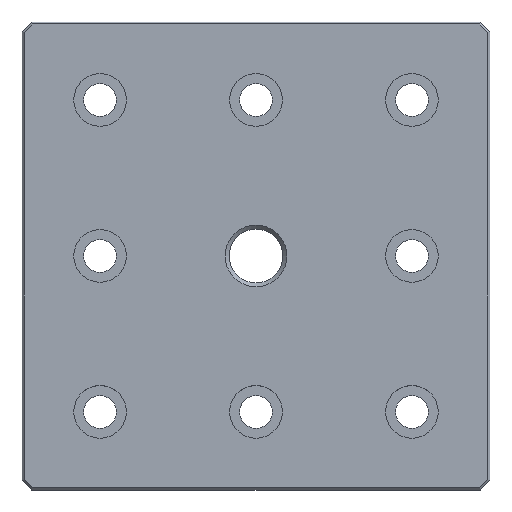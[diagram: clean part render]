
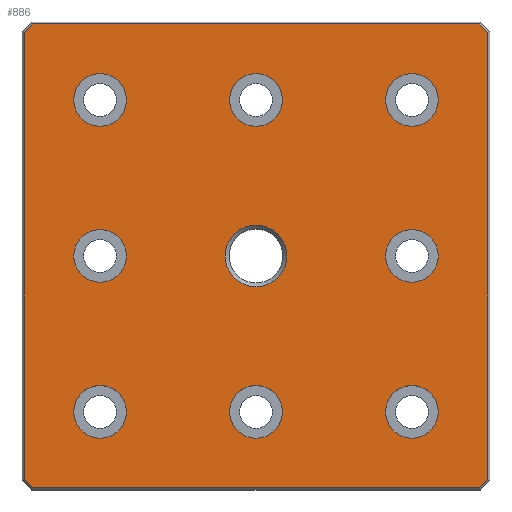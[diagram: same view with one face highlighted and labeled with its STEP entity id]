
A CAD part, top view. The second image highlights one B-rep face of the part: STEP entity #886.
In plain terms, the highlighted planar face has unit normal (0, 0, 1).
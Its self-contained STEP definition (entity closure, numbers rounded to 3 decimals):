
#32=FACE_BOUND('',#146,.T.);
#33=FACE_BOUND('',#147,.T.);
#34=FACE_BOUND('',#148,.T.);
#35=FACE_BOUND('',#149,.T.);
#36=FACE_BOUND('',#150,.T.);
#37=FACE_BOUND('',#151,.T.);
#38=FACE_BOUND('',#152,.T.);
#39=FACE_BOUND('',#153,.T.);
#40=FACE_BOUND('',#154,.T.);
#58=PLANE('',#961);
#93=FACE_OUTER_BOUND('',#145,.T.);
#145=EDGE_LOOP('',(#637,#638,#639,#640,#641,#642,#643,#644));
#146=EDGE_LOOP('',(#645,#646));
#147=EDGE_LOOP('',(#647,#648));
#148=EDGE_LOOP('',(#649,#650));
#149=EDGE_LOOP('',(#651,#652));
#150=EDGE_LOOP('',(#653,#654));
#151=EDGE_LOOP('',(#655,#656));
#152=EDGE_LOOP('',(#657,#658));
#153=EDGE_LOOP('',(#659,#660));
#154=EDGE_LOOP('',(#661));
#223=LINE('',#1357,#297);
#224=LINE('',#1359,#298);
#225=LINE('',#1361,#299);
#226=LINE('',#1363,#300);
#227=LINE('',#1365,#301);
#228=LINE('',#1367,#302);
#229=LINE('',#1369,#303);
#230=LINE('',#1370,#304);
#297=VECTOR('',#1074,10.);
#298=VECTOR('',#1075,10.);
#299=VECTOR('',#1076,10.);
#300=VECTOR('',#1077,10.);
#301=VECTOR('',#1078,10.);
#302=VECTOR('',#1079,10.);
#303=VECTOR('',#1080,10.);
#304=VECTOR('',#1081,10.);
#370=CIRCLE('',#958,7.918);
#373=CIRCLE('',#962,6.75);
#374=CIRCLE('',#963,6.75);
#375=CIRCLE('',#964,6.75);
#376=CIRCLE('',#965,6.75);
#377=CIRCLE('',#966,6.75);
#378=CIRCLE('',#967,6.75);
#379=CIRCLE('',#968,6.75);
#380=CIRCLE('',#969,6.75);
#381=CIRCLE('',#970,6.75);
#382=CIRCLE('',#971,6.75);
#383=CIRCLE('',#972,6.75);
#384=CIRCLE('',#973,6.75);
#385=CIRCLE('',#974,6.75);
#386=CIRCLE('',#975,6.75);
#387=CIRCLE('',#976,6.75);
#388=CIRCLE('',#977,6.75);
#422=VERTEX_POINT('',#1347);
#425=VERTEX_POINT('',#1355);
#426=VERTEX_POINT('',#1356);
#427=VERTEX_POINT('',#1358);
#428=VERTEX_POINT('',#1360);
#429=VERTEX_POINT('',#1362);
#430=VERTEX_POINT('',#1364);
#431=VERTEX_POINT('',#1366);
#432=VERTEX_POINT('',#1368);
#433=VERTEX_POINT('',#1371);
#434=VERTEX_POINT('',#1372);
#435=VERTEX_POINT('',#1375);
#436=VERTEX_POINT('',#1376);
#437=VERTEX_POINT('',#1379);
#438=VERTEX_POINT('',#1380);
#439=VERTEX_POINT('',#1383);
#440=VERTEX_POINT('',#1384);
#441=VERTEX_POINT('',#1387);
#442=VERTEX_POINT('',#1388);
#443=VERTEX_POINT('',#1391);
#444=VERTEX_POINT('',#1392);
#445=VERTEX_POINT('',#1395);
#446=VERTEX_POINT('',#1396);
#447=VERTEX_POINT('',#1399);
#448=VERTEX_POINT('',#1400);
#506=EDGE_CURVE('',#422,#422,#370,.T.);
#510=EDGE_CURVE('',#425,#426,#223,.T.);
#511=EDGE_CURVE('',#427,#425,#224,.T.);
#512=EDGE_CURVE('',#428,#427,#225,.T.);
#513=EDGE_CURVE('',#429,#428,#226,.T.);
#514=EDGE_CURVE('',#430,#429,#227,.T.);
#515=EDGE_CURVE('',#431,#430,#228,.T.);
#516=EDGE_CURVE('',#432,#431,#229,.T.);
#517=EDGE_CURVE('',#426,#432,#230,.T.);
#518=EDGE_CURVE('',#433,#434,#373,.T.);
#519=EDGE_CURVE('',#434,#433,#374,.T.);
#520=EDGE_CURVE('',#435,#436,#375,.T.);
#521=EDGE_CURVE('',#436,#435,#376,.T.);
#522=EDGE_CURVE('',#437,#438,#377,.T.);
#523=EDGE_CURVE('',#438,#437,#378,.T.);
#524=EDGE_CURVE('',#439,#440,#379,.T.);
#525=EDGE_CURVE('',#440,#439,#380,.T.);
#526=EDGE_CURVE('',#441,#442,#381,.T.);
#527=EDGE_CURVE('',#442,#441,#382,.T.);
#528=EDGE_CURVE('',#443,#444,#383,.T.);
#529=EDGE_CURVE('',#444,#443,#384,.T.);
#530=EDGE_CURVE('',#445,#446,#385,.T.);
#531=EDGE_CURVE('',#446,#445,#386,.T.);
#532=EDGE_CURVE('',#447,#448,#387,.T.);
#533=EDGE_CURVE('',#448,#447,#388,.T.);
#637=ORIENTED_EDGE('',*,*,#510,.F.);
#638=ORIENTED_EDGE('',*,*,#511,.F.);
#639=ORIENTED_EDGE('',*,*,#512,.F.);
#640=ORIENTED_EDGE('',*,*,#513,.F.);
#641=ORIENTED_EDGE('',*,*,#514,.F.);
#642=ORIENTED_EDGE('',*,*,#515,.F.);
#643=ORIENTED_EDGE('',*,*,#516,.F.);
#644=ORIENTED_EDGE('',*,*,#517,.F.);
#645=ORIENTED_EDGE('',*,*,#518,.T.);
#646=ORIENTED_EDGE('',*,*,#519,.T.);
#647=ORIENTED_EDGE('',*,*,#520,.T.);
#648=ORIENTED_EDGE('',*,*,#521,.T.);
#649=ORIENTED_EDGE('',*,*,#522,.T.);
#650=ORIENTED_EDGE('',*,*,#523,.T.);
#651=ORIENTED_EDGE('',*,*,#524,.T.);
#652=ORIENTED_EDGE('',*,*,#525,.T.);
#653=ORIENTED_EDGE('',*,*,#526,.T.);
#654=ORIENTED_EDGE('',*,*,#527,.T.);
#655=ORIENTED_EDGE('',*,*,#528,.T.);
#656=ORIENTED_EDGE('',*,*,#529,.T.);
#657=ORIENTED_EDGE('',*,*,#530,.T.);
#658=ORIENTED_EDGE('',*,*,#531,.T.);
#659=ORIENTED_EDGE('',*,*,#532,.T.);
#660=ORIENTED_EDGE('',*,*,#533,.T.);
#661=ORIENTED_EDGE('',*,*,#506,.F.);
#886=ADVANCED_FACE('',(#93,#32,#33,#34,#35,#36,#37,#38,#39,#40),#58,.T.);
#958=AXIS2_PLACEMENT_3D('',#1348,#1065,#1066);
#961=AXIS2_PLACEMENT_3D('',#1354,#1072,#1073);
#962=AXIS2_PLACEMENT_3D('',#1373,#1082,#1083);
#963=AXIS2_PLACEMENT_3D('',#1374,#1084,#1085);
#964=AXIS2_PLACEMENT_3D('',#1377,#1086,#1087);
#965=AXIS2_PLACEMENT_3D('',#1378,#1088,#1089);
#966=AXIS2_PLACEMENT_3D('',#1381,#1090,#1091);
#967=AXIS2_PLACEMENT_3D('',#1382,#1092,#1093);
#968=AXIS2_PLACEMENT_3D('',#1385,#1094,#1095);
#969=AXIS2_PLACEMENT_3D('',#1386,#1096,#1097);
#970=AXIS2_PLACEMENT_3D('',#1389,#1098,#1099);
#971=AXIS2_PLACEMENT_3D('',#1390,#1100,#1101);
#972=AXIS2_PLACEMENT_3D('',#1393,#1102,#1103);
#973=AXIS2_PLACEMENT_3D('',#1394,#1104,#1105);
#974=AXIS2_PLACEMENT_3D('',#1397,#1106,#1107);
#975=AXIS2_PLACEMENT_3D('',#1398,#1108,#1109);
#976=AXIS2_PLACEMENT_3D('',#1401,#1110,#1111);
#977=AXIS2_PLACEMENT_3D('',#1402,#1112,#1113);
#1065=DIRECTION('center_axis',(0.,0.,1.));
#1066=DIRECTION('ref_axis',(-1.,0.,0.));
#1072=DIRECTION('center_axis',(0.,0.,1.));
#1073=DIRECTION('ref_axis',(1.,0.,0.));
#1074=DIRECTION('',(0.,1.,0.));
#1075=DIRECTION('',(-0.707,0.707,0.));
#1076=DIRECTION('',(-1.,0.,0.));
#1077=DIRECTION('',(-0.707,-0.707,0.));
#1078=DIRECTION('',(0.,-1.,0.));
#1079=DIRECTION('',(0.707,-0.707,0.));
#1080=DIRECTION('',(1.,0.,0.));
#1081=DIRECTION('',(0.707,0.707,0.));
#1082=DIRECTION('center_axis',(0.,0.,-1.));
#1083=DIRECTION('ref_axis',(1.,0.,0.));
#1084=DIRECTION('center_axis',(0.,0.,-1.));
#1085=DIRECTION('ref_axis',(1.,0.,0.));
#1086=DIRECTION('center_axis',(0.,0.,-1.));
#1087=DIRECTION('ref_axis',(1.,0.,0.));
#1088=DIRECTION('center_axis',(0.,0.,-1.));
#1089=DIRECTION('ref_axis',(1.,0.,0.));
#1090=DIRECTION('center_axis',(0.,0.,-1.));
#1091=DIRECTION('ref_axis',(1.,0.,0.));
#1092=DIRECTION('center_axis',(0.,0.,-1.));
#1093=DIRECTION('ref_axis',(1.,0.,0.));
#1094=DIRECTION('center_axis',(0.,0.,-1.));
#1095=DIRECTION('ref_axis',(1.,0.,0.));
#1096=DIRECTION('center_axis',(0.,0.,-1.));
#1097=DIRECTION('ref_axis',(1.,0.,0.));
#1098=DIRECTION('center_axis',(0.,0.,-1.));
#1099=DIRECTION('ref_axis',(0.,1.,0.));
#1100=DIRECTION('center_axis',(0.,0.,-1.));
#1101=DIRECTION('ref_axis',(0.,1.,0.));
#1102=DIRECTION('center_axis',(0.,0.,-1.));
#1103=DIRECTION('ref_axis',(0.,1.,0.));
#1104=DIRECTION('center_axis',(0.,0.,-1.));
#1105=DIRECTION('ref_axis',(0.,1.,0.));
#1106=DIRECTION('center_axis',(0.,0.,-1.));
#1107=DIRECTION('ref_axis',(1.,0.,0.));
#1108=DIRECTION('center_axis',(0.,0.,-1.));
#1109=DIRECTION('ref_axis',(1.,0.,0.));
#1110=DIRECTION('center_axis',(0.,0.,-1.));
#1111=DIRECTION('ref_axis',(1.,0.,0.));
#1112=DIRECTION('center_axis',(0.,0.,-1.));
#1113=DIRECTION('ref_axis',(1.,0.,0.));
#1347=CARTESIAN_POINT('',(7.918,0.,10.));
#1348=CARTESIAN_POINT('Origin',(0.,0.,10.));
#1354=CARTESIAN_POINT('Origin',(0.,0.,
10.));
#1355=CARTESIAN_POINT('',(-59.5,-57.293,10.));
#1356=CARTESIAN_POINT('',(-59.5,57.293,10.));
#1357=CARTESIAN_POINT('',(-59.5,-30.,10.));
#1358=CARTESIAN_POINT('',(-57.293,-59.5,10.));
#1359=CARTESIAN_POINT('',(-58.396,-58.396,10.));
#1360=CARTESIAN_POINT('',(57.293,-59.5,10.));
#1361=CARTESIAN_POINT('',(30.,-59.5,10.));
#1362=CARTESIAN_POINT('',(59.5,-57.293,10.));
#1363=CARTESIAN_POINT('',(58.396,-58.396,10.));
#1364=CARTESIAN_POINT('',(59.5,57.293,10.));
#1365=CARTESIAN_POINT('',(59.5,30.,10.));
#1366=CARTESIAN_POINT('',(57.293,59.5,10.));
#1367=CARTESIAN_POINT('',(58.396,58.396,10.));
#1368=CARTESIAN_POINT('',(-57.293,59.5,10.));
#1369=CARTESIAN_POINT('',(-30.,59.5,10.));
#1370=CARTESIAN_POINT('',(-58.396,58.396,10.));
#1371=CARTESIAN_POINT('',(-33.25,-40.,10.));
#1372=CARTESIAN_POINT('',(-46.75,-40.,10.));
#1373=CARTESIAN_POINT('Origin',(-40.,-40.,10.));
#1374=CARTESIAN_POINT('Origin',(-40.,-40.,10.));
#1375=CARTESIAN_POINT('',(-33.25,40.,10.));
#1376=CARTESIAN_POINT('',(-46.75,40.,10.));
#1377=CARTESIAN_POINT('Origin',(-40.,40.,10.));
#1378=CARTESIAN_POINT('Origin',(-40.,40.,10.));
#1379=CARTESIAN_POINT('',(46.75,40.,10.));
#1380=CARTESIAN_POINT('',(33.25,40.,10.));
#1381=CARTESIAN_POINT('Origin',(40.,40.,10.));
#1382=CARTESIAN_POINT('Origin',(40.,40.,10.));
#1383=CARTESIAN_POINT('',(46.75,-40.,10.));
#1384=CARTESIAN_POINT('',(33.25,-40.,10.));
#1385=CARTESIAN_POINT('Origin',(40.,-40.,10.));
#1386=CARTESIAN_POINT('Origin',(40.,-40.,10.));
#1387=CARTESIAN_POINT('',(0.,-33.25,10.));
#1388=CARTESIAN_POINT('',(0.,-46.75,10.));
#1389=CARTESIAN_POINT('Origin',(0.,-40.,10.));
#1390=CARTESIAN_POINT('Origin',(0.,-40.,10.));
#1391=CARTESIAN_POINT('',(0.,46.75,10.));
#1392=CARTESIAN_POINT('',(0.,33.25,10.));
#1393=CARTESIAN_POINT('Origin',(0.,40.,10.));
#1394=CARTESIAN_POINT('Origin',(0.,40.,10.));
#1395=CARTESIAN_POINT('',(-33.25,0.,10.));
#1396=CARTESIAN_POINT('',(-46.75,0.,10.));
#1397=CARTESIAN_POINT('Origin',(-40.,0.,10.));
#1398=CARTESIAN_POINT('Origin',(-40.,0.,10.));
#1399=CARTESIAN_POINT('',(46.75,0.,10.));
#1400=CARTESIAN_POINT('',(33.25,0.,10.));
#1401=CARTESIAN_POINT('Origin',(40.,0.,10.));
#1402=CARTESIAN_POINT('Origin',(40.,0.,10.));
